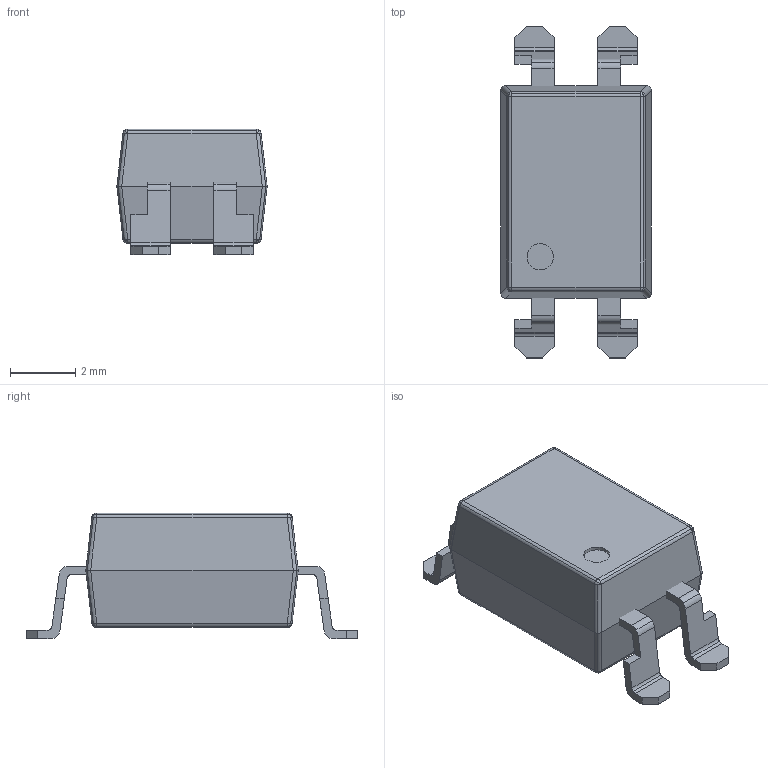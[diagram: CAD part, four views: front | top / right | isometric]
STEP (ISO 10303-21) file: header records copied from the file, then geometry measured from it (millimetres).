
FILE_DESCRIPTION (( 'STEP AP214' ), '1' );
FILE_NAME ('LTV-817S.STEP', '2021-08-03T05:46:42', ( '' ), ( '' ), 'SwSTEP 2.0', 'SolidWorks 2018', '' );
FILE_SCHEMA (( 'AUTOMOTIVE_DESIGN' ));
Length unit declared in the file: millimetre
Products named in the file (1): LTV-817S
Bounding box: 4.6 x 10.16 x 3.85 mm (x, y, z)
Volume: 102.6 mm3; surface area: 183.3 mm2
Topology: 3 solids, 3 shells, 137 faces, 354 edges, 224 vertices
Faces by surface type: cylinder 66, plane 55, sphere 16
Entity records: 5706 total; most frequent: DIRECTION 762, CARTESIAN_POINT 740, ORIENTED_EDGE 708, EDGE_CURVE 354, AXIS2_PLACEMENT_3D 278, VERTEX_POINT 224, VECTOR 206, LINE 206
